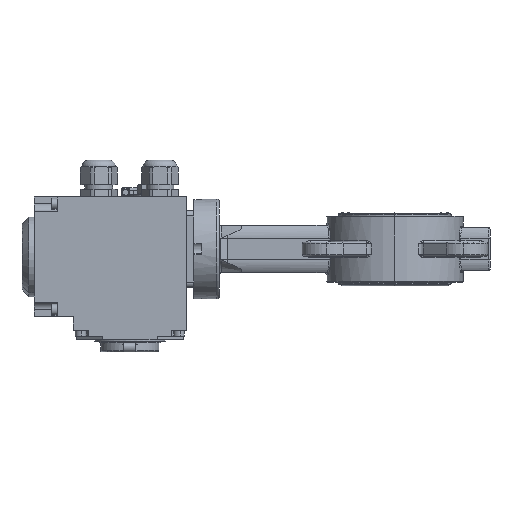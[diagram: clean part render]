
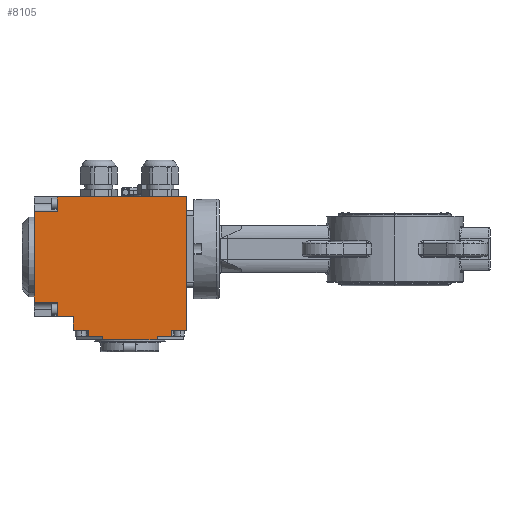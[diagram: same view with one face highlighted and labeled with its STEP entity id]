
A CAD part, left-side view. The second image highlights one B-rep face of the part: STEP entity #8105.
In plain terms, the highlighted planar face has unit normal (-1, 0, 0).
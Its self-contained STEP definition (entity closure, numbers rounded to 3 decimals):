
#92 = ORIENTED_EDGE ( 'NONE', *, *, #7828, .F. ) ;
#352 = CARTESIAN_POINT ( 'NONE',  ( -82.669, 191.529, -33.357 ) ) ;
#502 = LINE ( 'NONE', #13478, #13350 ) ;
#530 = LINE ( 'NONE', #21895, #26179 ) ;
#534 = ORIENTED_EDGE ( 'NONE', *, *, #2299, .F. ) ;
#626 = CARTESIAN_POINT ( 'NONE',  ( -82.669, 217.029, -24.357 ) ) ;
#680 = VECTOR ( 'NONE', #21720, 1000. ) ;
#827 = CARTESIAN_POINT ( 'NONE',  ( -82.669, 181.779, -39.357 ) ) ;
#1156 = LINE ( 'NONE', #25554, #18286 ) ;
#1505 = EDGE_CURVE ( 'NONE', #16379, #17308, #28296, .T. ) ;
#1719 = ORIENTED_EDGE ( 'NONE', *, *, #21795, .F. ) ;
#1743 = DIRECTION ( 'NONE',  ( 0., -1., 0. ) ) ;
#1838 = VECTOR ( 'NONE', #25727, 1000. ) ;
#2153 = CARTESIAN_POINT ( 'NONE',  ( -82.669, 217.029, -24.357 ) ) ;
#2299 = EDGE_CURVE ( 'NONE', #16379, #25085, #10027, .T. ) ;
#2529 = DIRECTION ( 'NONE',  ( 0., 1., 0. ) ) ;
#2789 = CARTESIAN_POINT ( 'NONE',  ( -82.669, 191.529, -24.357 ) ) ;
#3071 = VECTOR ( 'NONE', #10642, 1000. ) ;
#3491 = VECTOR ( 'NONE', #4595, 1000. ) ;
#3638 = CARTESIAN_POINT ( 'NONE',  ( -82.669, 202.029, -24.357 ) ) ;
#3785 = VERTEX_POINT ( 'NONE', #31114 ) ;
#4083 = EDGE_CURVE ( 'NONE', #28001, #20157, #28933, .T. ) ;
#4595 = DIRECTION ( 'NONE',  ( 0., 0., -1. ) ) ;
#4678 = VERTEX_POINT ( 'NONE', #19740 ) ;
#4746 = DIRECTION ( 'NONE',  ( 0., 0., 1. ) ) ;
#5209 = VECTOR ( 'NONE', #11064, 1000. ) ;
#5214 = LINE ( 'NONE', #21717, #5617 ) ;
#5247 = DIRECTION ( 'NONE',  ( 0., 1., 0. ) ) ;
#5617 = VECTOR ( 'NONE', #4746, 1000. ) ;
#6590 = LINE ( 'NONE', #14287, #3491 ) ;
#6741 = CARTESIAN_POINT ( 'NONE',  ( -82.669, 136.999, -37.357 ) ) ;
#7099 = DIRECTION ( 'NONE',  ( 0., 0., 1. ) ) ;
#7131 = EDGE_CURVE ( 'NONE', #9542, #25600, #10985, .T. ) ;
#7594 = CARTESIAN_POINT ( 'NONE',  ( -82.669, 172.558, -37.357 ) ) ;
#7749 = CARTESIAN_POINT ( 'NONE',  ( -82.669, 172.558, -39.357 ) ) ;
#7765 = CARTESIAN_POINT ( 'NONE',  ( -82.669, 127.779, -39.357 ) ) ;
#7828 = EDGE_CURVE ( 'NONE', #20222, #31926, #25117, .T. ) ;
#8105 = ADVANCED_FACE ( 'NONE', ( #16644 ), #26904, .F. ) ;
#8209 = EDGE_LOOP ( 'NONE', ( #9979, #25812, #9667, #29049, #28048, #19649, #25670, #92, #13947, #14806, #29643, #27968, #1719, #534, #31737, #14910, #28342, #25875 ) ) ;
#9077 = LINE ( 'NONE', #6741, #24957 ) ;
#9229 = CARTESIAN_POINT ( 'NONE',  ( -82.669, 191.529, -33.357 ) ) ;
#9230 = CARTESIAN_POINT ( 'NONE',  ( -82.669, 202.029, -24.357 ) ) ;
#9404 = VECTOR ( 'NONE', #29981, 1000. ) ;
#9542 = VERTEX_POINT ( 'NONE', #7594 ) ;
#9667 = ORIENTED_EDGE ( 'NONE', *, *, #25925, .F. ) ;
#9979 = ORIENTED_EDGE ( 'NONE', *, *, #31036, .T. ) ;
#10027 = LINE ( 'NONE', #9230, #680 ) ;
#10261 = LINE ( 'NONE', #827, #5209 ) ;
#10277 = DIRECTION ( 'NONE',  ( 0., -1., 0. ) ) ;
#10642 = DIRECTION ( 'NONE',  ( 0., -1., 0. ) ) ;
#10985 = LINE ( 'NONE', #30661, #12522 ) ;
#11064 = DIRECTION ( 'NONE',  ( 0., 1., 0. ) ) ;
#11249 = CARTESIAN_POINT ( 'NONE',  ( -82.669, 202.029, -14.857 ) ) ;
#11256 = VERTEX_POINT ( 'NONE', #2789 ) ;
#11361 = EDGE_CURVE ( 'NONE', #31926, #25600, #10261, .T. ) ;
#11633 = DIRECTION ( 'NONE',  ( 0., 1., 0. ) ) ;
#11782 = CARTESIAN_POINT ( 'NONE',  ( -82.669, 217.029, -14.857 ) ) ;
#12125 = VECTOR ( 'NONE', #28340, 1000. ) ;
#12230 = CARTESIAN_POINT ( 'NONE',  ( -82.669, 191.529, -33.357 ) ) ;
#12460 = CARTESIAN_POINT ( 'NONE',  ( -82.669, 202.029, 44.143 ) ) ;
#12522 = VECTOR ( 'NONE', #28162, 1000. ) ;
#12856 = CARTESIAN_POINT ( 'NONE',  ( -82.669, 191.529, -33.357 ) ) ;
#12992 = VECTOR ( 'NONE', #30196, 1000. ) ;
#13104 = EDGE_CURVE ( 'NONE', #18326, #11256, #28387, .T. ) ;
#13350 = VECTOR ( 'NONE', #25695, 1000. ) ;
#13478 = CARTESIAN_POINT ( 'NONE',  ( -82.669, 217.029, 53.643 ) ) ;
#13753 = EDGE_CURVE ( 'NONE', #21275, #9542, #1156, .T. ) ;
#13947 = ORIENTED_EDGE ( 'NONE', *, *, #32184, .T. ) ;
#14076 = EDGE_CURVE ( 'NONE', #20157, #20201, #6590, .T. ) ;
#14287 = CARTESIAN_POINT ( 'NONE',  ( -82.669, 202.029, -24.357 ) ) ;
#14806 = ORIENTED_EDGE ( 'NONE', *, *, #20753, .T. ) ;
#14910 = ORIENTED_EDGE ( 'NONE', *, *, #26677, .F. ) ;
#15458 = CARTESIAN_POINT ( 'NONE',  ( -82.669, 136.999, -13.357 ) ) ;
#15581 = CARTESIAN_POINT ( 'NONE',  ( -82.669, 118.029, -33.357 ) ) ;
#15776 = VECTOR ( 'NONE', #27889, 1000. ) ;
#16144 = CARTESIAN_POINT ( 'NONE',  ( -82.669, 181.779, -39.357 ) ) ;
#16379 = VERTEX_POINT ( 'NONE', #12460 ) ;
#16644 = FACE_OUTER_BOUND ( 'NONE', #8209, .T. ) ;
#17308 = VERTEX_POINT ( 'NONE', #21749 ) ;
#17744 = CARTESIAN_POINT ( 'NONE',  ( -82.669, 136.999, -39.357 ) ) ;
#18090 = AXIS2_PLACEMENT_3D ( 'NONE', #2153, #22161, #24522 ) ;
#18286 = VECTOR ( 'NONE', #10277, 1000. ) ;
#18326 = VERTEX_POINT ( 'NONE', #12856 ) ;
#18482 = LINE ( 'NONE', #9229, #22750 ) ;
#18626 = VECTOR ( 'NONE', #2529, 1000. ) ;
#19501 = LINE ( 'NONE', #16144, #12125 ) ;
#19588 = LINE ( 'NONE', #7765, #12992 ) ;
#19649 = ORIENTED_EDGE ( 'NONE', *, *, #7131, .T. ) ;
#19740 = CARTESIAN_POINT ( 'NONE',  ( -82.669, 181.779, -33.357 ) ) ;
#20157 = VERTEX_POINT ( 'NONE', #11249 ) ;
#20201 = VERTEX_POINT ( 'NONE', #3638 ) ;
#20222 = VERTEX_POINT ( 'NONE', #23403 ) ;
#20491 = CARTESIAN_POINT ( 'NONE',  ( -82.669, 217.029, -14.857 ) ) ;
#20753 = EDGE_CURVE ( 'NONE', #30185, #3785, #19588, .T. ) ;
#21157 = VERTEX_POINT ( 'NONE', #15581 ) ;
#21275 = VERTEX_POINT ( 'NONE', #25731 ) ;
#21717 = CARTESIAN_POINT ( 'NONE',  ( -82.669, 118.029, -33.357 ) ) ;
#21720 = DIRECTION ( 'NONE',  ( 0., 0., 1. ) ) ;
#21726 = LINE ( 'NONE', #626, #3071 ) ;
#21749 = CARTESIAN_POINT ( 'NONE',  ( -82.669, 217.029, 44.143 ) ) ;
#21795 = EDGE_CURVE ( 'NONE', #25085, #26866, #502, .T. ) ;
#21895 = CARTESIAN_POINT ( 'NONE',  ( -82.669, 217.029, -24.357 ) ) ;
#22161 = DIRECTION ( 'NONE',  ( 1., 0., 0. ) ) ;
#22459 = EDGE_CURVE ( 'NONE', #21275, #4678, #19501, .T. ) ;
#22750 = VECTOR ( 'NONE', #11633, 1000. ) ;
#23403 = CARTESIAN_POINT ( 'NONE',  ( -82.669, 136.999, -37.357 ) ) ;
#23589 = VECTOR ( 'NONE', #5247, 1000. ) ;
#24439 = CARTESIAN_POINT ( 'NONE',  ( -82.669, 202.029, 53.643 ) ) ;
#24522 = DIRECTION ( 'NONE',  ( 0., -1., 0. ) ) ;
#24656 = EDGE_CURVE ( 'NONE', #21157, #3785, #28997, .T. ) ;
#24957 = VECTOR ( 'NONE', #1743, 1000. ) ;
#24980 = CARTESIAN_POINT ( 'NONE',  ( -82.669, 217.029, 44.143 ) ) ;
#25085 = VERTEX_POINT ( 'NONE', #24439 ) ;
#25117 = LINE ( 'NONE', #15458, #1838 ) ;
#25554 = CARTESIAN_POINT ( 'NONE',  ( -82.669, 172.558, -37.357 ) ) ;
#25600 = VERTEX_POINT ( 'NONE', #7749 ) ;
#25670 = ORIENTED_EDGE ( 'NONE', *, *, #11361, .F. ) ;
#25695 = DIRECTION ( 'NONE',  ( 0., -1., 0. ) ) ;
#25727 = DIRECTION ( 'NONE',  ( 0., 0., -1. ) ) ;
#25731 = CARTESIAN_POINT ( 'NONE',  ( -82.669, 181.779, -37.357 ) ) ;
#25812 = ORIENTED_EDGE ( 'NONE', *, *, #13104, .F. ) ;
#25875 = ORIENTED_EDGE ( 'NONE', *, *, #14076, .T. ) ;
#25925 = EDGE_CURVE ( 'NONE', #4678, #18326, #18482, .T. ) ;
#25937 = CARTESIAN_POINT ( 'NONE',  ( -82.669, 127.779, -37.357 ) ) ;
#26093 = EDGE_CURVE ( 'NONE', #21157, #26866, #5214, .T. ) ;
#26179 = VECTOR ( 'NONE', #7099, 1000. ) ;
#26677 = EDGE_CURVE ( 'NONE', #28001, #17308, #530, .T. ) ;
#26866 = VERTEX_POINT ( 'NONE', #27908 ) ;
#26904 = PLANE ( 'NONE',  #18090 ) ;
#27889 = DIRECTION ( 'NONE',  ( 0., -1., 0. ) ) ;
#27908 = CARTESIAN_POINT ( 'NONE',  ( -82.669, 118.029, 53.643 ) ) ;
#27968 = ORIENTED_EDGE ( 'NONE', *, *, #26093, .T. ) ;
#28001 = VERTEX_POINT ( 'NONE', #20491 ) ;
#28048 = ORIENTED_EDGE ( 'NONE', *, *, #13753, .T. ) ;
#28162 = DIRECTION ( 'NONE',  ( 0., 0., -1. ) ) ;
#28296 = LINE ( 'NONE', #24980, #18626 ) ;
#28340 = DIRECTION ( 'NONE',  ( 0., 0., 1. ) ) ;
#28342 = ORIENTED_EDGE ( 'NONE', *, *, #4083, .T. ) ;
#28387 = LINE ( 'NONE', #12230, #9404 ) ;
#28933 = LINE ( 'NONE', #11782, #15776 ) ;
#28997 = LINE ( 'NONE', #352, #23589 ) ;
#29049 = ORIENTED_EDGE ( 'NONE', *, *, #22459, .F. ) ;
#29643 = ORIENTED_EDGE ( 'NONE', *, *, #24656, .F. ) ;
#29981 = DIRECTION ( 'NONE',  ( 0., 0., 1. ) ) ;
#30185 = VERTEX_POINT ( 'NONE', #25937 ) ;
#30196 = DIRECTION ( 'NONE',  ( 0., 0., 1. ) ) ;
#30661 = CARTESIAN_POINT ( 'NONE',  ( -82.669, 172.558, -13.357 ) ) ;
#31036 = EDGE_CURVE ( 'NONE', #20201, #11256, #21726, .T. ) ;
#31114 = CARTESIAN_POINT ( 'NONE',  ( -82.669, 127.779, -33.357 ) ) ;
#31737 = ORIENTED_EDGE ( 'NONE', *, *, #1505, .T. ) ;
#31926 = VERTEX_POINT ( 'NONE', #17744 ) ;
#32184 = EDGE_CURVE ( 'NONE', #20222, #30185, #9077, .T. ) ;
